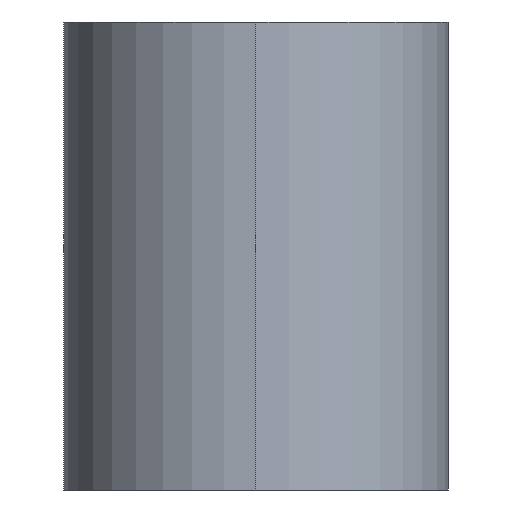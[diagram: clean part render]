
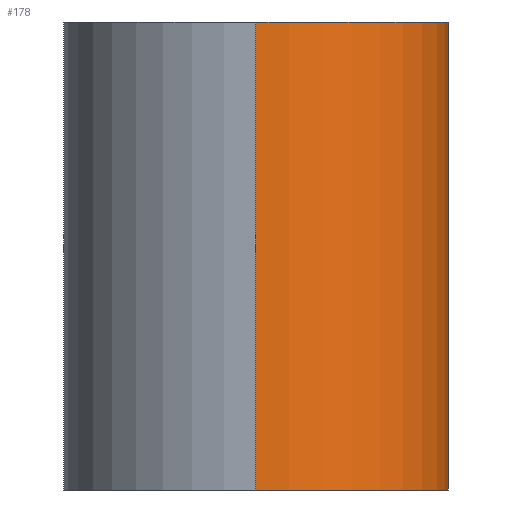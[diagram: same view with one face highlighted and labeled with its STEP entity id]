
A CAD part, left-side view. The second image highlights one B-rep face of the part: STEP entity #178.
In plain terms, the highlighted cylindrical face has radius 3.7 mm (diameter 7.4 mm), a partial arc.
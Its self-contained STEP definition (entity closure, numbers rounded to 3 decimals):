
#32 = CYLINDRICAL_SURFACE ( 'NONE', #33, 3.7 ) ;
#33 = AXIS2_PLACEMENT_3D ( 'NONE', #927, #873, #971 ) ;
#75 = AXIS2_PLACEMENT_3D ( 'NONE', #884, #999, #828 ) ;
#125 = VECTOR ( 'NONE', #904, 1000. ) ;
#143 = CIRCLE ( 'NONE', #736, 3.7 ) ;
#152 = EDGE_CURVE ( 'NONE', #623, #503, #143, .T. ) ;
#178 = ADVANCED_FACE ( 'NONE', ( #724 ), #32, .T. ) ;
#202 = CIRCLE ( 'NONE', #75, 3.7 ) ;
#262 = EDGE_CURVE ( 'NONE', #665, #691, #202, .T. ) ;
#284 = EDGE_CURVE ( 'NONE', #623, #665, #872, .T. ) ;
#304 = EDGE_CURVE ( 'NONE', #503, #691, #1030, .T. ) ;
#320 = CARTESIAN_POINT ( 'NONE',  ( -3.7, 0., -4.5 ) ) ;
#333 = CARTESIAN_POINT ( 'NONE',  ( 0., -3.7, -4.5 ) ) ;
#338 = CARTESIAN_POINT ( 'NONE',  ( -3.7, 0., 4.5 ) ) ;
#344 = CARTESIAN_POINT ( 'NONE',  ( 0., -3.7, 4.5 ) ) ;
#361 = CARTESIAN_POINT ( 'NONE',  ( 0., -3.7, 4.5 ) ) ;
#375 = DIRECTION ( 'NONE',  ( 0., 0., -1. ) ) ;
#464 = EDGE_LOOP ( 'NONE', ( #697, #617, #608, #542 ) ) ;
#503 = VERTEX_POINT ( 'NONE', #361 ) ;
#542 = ORIENTED_EDGE ( 'NONE', *, *, #304, .F. ) ;
#562 = CARTESIAN_POINT ( 'NONE',  ( 0., 0., 4.5 ) ) ;
#608 = ORIENTED_EDGE ( 'NONE', *, *, #262, .T. ) ;
#610 = DIRECTION ( 'NONE',  ( 1., 0., 0. ) ) ;
#617 = ORIENTED_EDGE ( 'NONE', *, *, #284, .T. ) ;
#622 = DIRECTION ( 'NONE',  ( 0., 0., 1. ) ) ;
#623 = VERTEX_POINT ( 'NONE', #338 ) ;
#665 = VERTEX_POINT ( 'NONE', #320 ) ;
#691 = VERTEX_POINT ( 'NONE', #333 ) ;
#697 = ORIENTED_EDGE ( 'NONE', *, *, #152, .F. ) ;
#719 = VECTOR ( 'NONE', #375, 1000. ) ;
#724 = FACE_OUTER_BOUND ( 'NONE', #464, .T. ) ;
#736 = AXIS2_PLACEMENT_3D ( 'NONE', #562, #622, #610 ) ;
#828 = DIRECTION ( 'NONE',  ( 1., 0., 0. ) ) ;
#872 = LINE ( 'NONE', #1029, #125 ) ;
#873 = DIRECTION ( 'NONE',  ( 0., 0., -1. ) ) ;
#884 = CARTESIAN_POINT ( 'NONE',  ( 0., 0., -4.5 ) ) ;
#904 = DIRECTION ( 'NONE',  ( 0., 0., -1. ) ) ;
#927 = CARTESIAN_POINT ( 'NONE',  ( 0., 0., 4.5 ) ) ;
#971 = DIRECTION ( 'NONE',  ( -1., 0., 0. ) ) ;
#999 = DIRECTION ( 'NONE',  ( 0., 0., 1. ) ) ;
#1029 = CARTESIAN_POINT ( 'NONE',  ( -3.7, 0., 4.5 ) ) ;
#1030 = LINE ( 'NONE', #344, #719 ) ;
